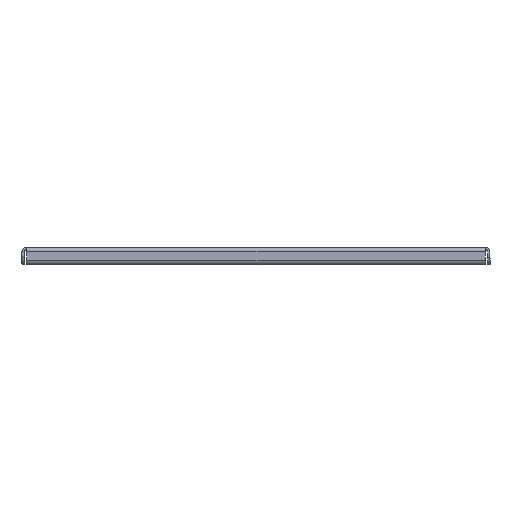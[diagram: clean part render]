
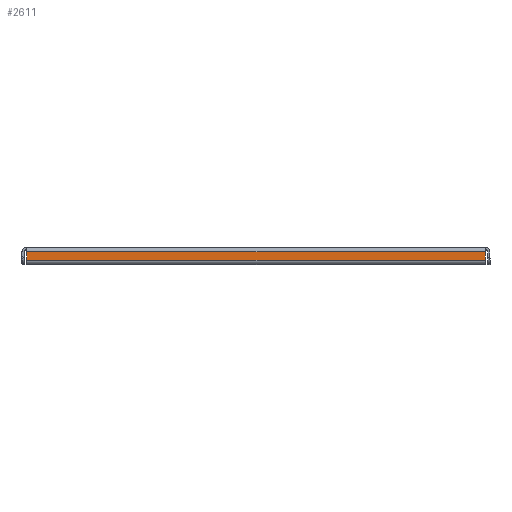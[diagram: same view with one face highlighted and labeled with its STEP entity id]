
A CAD part, front view. The second image highlights one B-rep face of the part: STEP entity #2611.
In plain terms, the highlighted planar face has unit normal (0, -1, 0).
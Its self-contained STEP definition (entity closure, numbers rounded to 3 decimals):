
#91 = DIRECTION ( 'NONE',  ( 0., 0., 1. ) ) ;
#103 = PLANE ( 'NONE',  #1028 ) ;
#546 = DIRECTION ( 'NONE',  ( 1., 0., 0. ) ) ;
#803 = LINE ( 'NONE', #1722, #2579 ) ;
#1010 = ORIENTED_EDGE ( 'NONE', *, *, #1850, .F. ) ;
#1028 = AXIS2_PLACEMENT_3D ( 'NONE', #1693, #1647, #91 ) ;
#1229 = LINE ( 'NONE', #1890, #1697 ) ;
#1298 = DIRECTION ( 'NONE',  ( 0., 0., -1. ) ) ;
#1330 = CARTESIAN_POINT ( 'NONE',  ( -195.5, -250., -4. ) ) ;
#1446 = CARTESIAN_POINT ( 'NONE',  ( 195.5, -250., -4. ) ) ;
#1636 = EDGE_CURVE ( 'NONE', #1864, #2861, #803, .T. ) ;
#1647 = DIRECTION ( 'NONE',  ( 0., 1., 0. ) ) ;
#1676 = EDGE_CURVE ( 'NONE', #2239, #1864, #2544, .T. ) ;
#1693 = CARTESIAN_POINT ( 'NONE',  ( 0., -250., 0. ) ) ;
#1697 = VECTOR ( 'NONE', #2155, 1000. ) ;
#1722 = CARTESIAN_POINT ( 'NONE',  ( 195.5, -250., -4. ) ) ;
#1828 = DIRECTION ( 'NONE',  ( 0., 0., 1. ) ) ;
#1850 = EDGE_CURVE ( 'NONE', #2861, #2113, #2492, .T. ) ;
#1858 = EDGE_LOOP ( 'NONE', ( #2479, #1010, #2860, #2588 ) ) ;
#1864 = VERTEX_POINT ( 'NONE', #1330 ) ;
#1890 = CARTESIAN_POINT ( 'NONE',  ( -195.5, -250., -11. ) ) ;
#1913 = VECTOR ( 'NONE', #1828, 1000. ) ;
#2113 = VERTEX_POINT ( 'NONE', #2416 ) ;
#2155 = DIRECTION ( 'NONE',  ( 1., 0., 0. ) ) ;
#2169 = FACE_OUTER_BOUND ( 'NONE', #1858, .T. ) ;
#2204 = VECTOR ( 'NONE', #1298, 1000. ) ;
#2239 = VERTEX_POINT ( 'NONE', #2312 ) ;
#2312 = CARTESIAN_POINT ( 'NONE',  ( -195.5, -250., -11. ) ) ;
#2416 = CARTESIAN_POINT ( 'NONE',  ( 195.5, -250., -11. ) ) ;
#2479 = ORIENTED_EDGE ( 'NONE', *, *, #2702, .T. ) ;
#2492 = LINE ( 'NONE', #2932, #2204 ) ;
#2544 = LINE ( 'NONE', #2766, #1913 ) ;
#2579 = VECTOR ( 'NONE', #546, 1000. ) ;
#2588 = ORIENTED_EDGE ( 'NONE', *, *, #1676, .F. ) ;
#2611 = ADVANCED_FACE ( 'NONE', ( #2169 ), #103, .F. ) ;
#2702 = EDGE_CURVE ( 'NONE', #2239, #2113, #1229, .T. ) ;
#2766 = CARTESIAN_POINT ( 'NONE',  ( -195.5, -250., -15. ) ) ;
#2860 = ORIENTED_EDGE ( 'NONE', *, *, #1636, .F. ) ;
#2861 = VERTEX_POINT ( 'NONE', #1446 ) ;
#2932 = CARTESIAN_POINT ( 'NONE',  ( 195.5, -250., -2. ) ) ;
